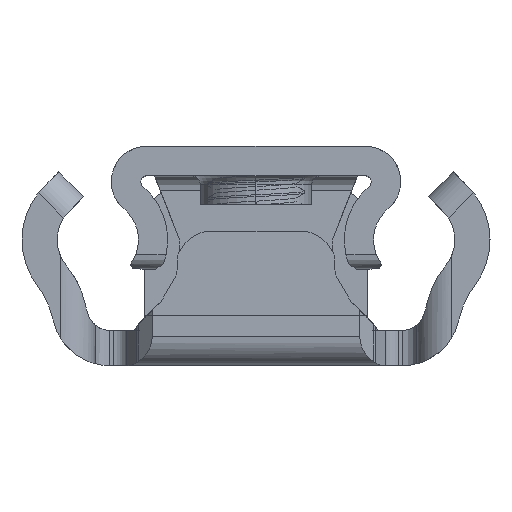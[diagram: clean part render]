
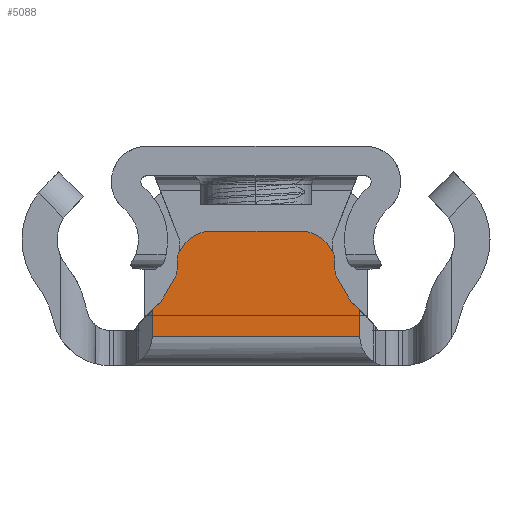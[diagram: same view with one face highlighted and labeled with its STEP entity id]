
A CAD part, left-side view. The second image highlights one B-rep face of the part: STEP entity #5088.
In plain terms, the highlighted planar face has unit normal (-1, 0, 0).
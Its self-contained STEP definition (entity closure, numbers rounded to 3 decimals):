
#26 = AXIS2_PLACEMENT_3D ( 'NONE', #5190, #7544, #3668 ) ;
#36 = CARTESIAN_POINT ( 'NONE',  ( 1.3, -3.24, 2.206 ) ) ;
#80 = VERTEX_POINT ( 'NONE', #7875 ) ;
#116 = EDGE_CURVE ( 'NONE', #5920, #3874, #7277, .T. ) ;
#213 = EDGE_CURVE ( 'NONE', #7214, #5920, #8281, .T. ) ;
#244 = AXIS2_PLACEMENT_3D ( 'NONE', #8158, #6862, #9286 ) ;
#433 = LINE ( 'NONE', #2636, #3162 ) ;
#440 = CARTESIAN_POINT ( 'NONE',  ( 1.3, -3.546, 1. ) ) ;
#444 = CARTESIAN_POINT ( 'NONE',  ( 1.3, -3.24, 2.206 ) ) ;
#536 = PLANE ( 'NONE',  #26 ) ;
#604 = CARTESIAN_POINT ( 'NONE',  ( 1.3, 2.7, 3.608 ) ) ;
#688 = CARTESIAN_POINT ( 'NONE',  ( 1.3, -3.546, 1.9 ) ) ;
#732 = CIRCLE ( 'NONE', #244, 0.5 ) ;
#788 = DIRECTION ( 'NONE',  ( -1., 0., 0. ) ) ;
#823 = VERTEX_POINT ( 'NONE', #2681 ) ;
#856 = EDGE_CURVE ( 'NONE', #823, #7367, #2778, .T. ) ;
#992 = CARTESIAN_POINT ( 'NONE',  ( 1.3, 3.24, 2.206 ) ) ;
#1008 = DIRECTION ( 'NONE',  ( 0., 0., 1. ) ) ;
#1049 = DIRECTION ( 'NONE',  ( 0., 0., 1. ) ) ;
#1067 = DIRECTION ( 'NONE',  ( -1., 0., 0. ) ) ;
#1090 = CARTESIAN_POINT ( 'NONE',  ( 1.3, 1.512, 3.4 ) ) ;
#1172 = CARTESIAN_POINT ( 'NONE',  ( 1.3, -2.7, 3.608 ) ) ;
#1466 = DIRECTION ( 'NONE',  ( 0., 0., 1. ) ) ;
#1555 = DIRECTION ( 'NONE',  ( 0., 0., 1. ) ) ;
#1805 = VERTEX_POINT ( 'NONE', #440 ) ;
#1869 = DIRECTION ( 'NONE',  ( 0., 0.5, -0.866 ) ) ;
#1901 = AXIS2_PLACEMENT_3D ( 'NONE', #8755, #1067, #2452 ) ;
#1906 = EDGE_LOOP ( 'NONE', ( #6200, #6024, #2583, #10077, #2236, #8447, #9293, #9127, #7575, #7819, #6811, #7799, #6356, #7893, #4188, #9478, #7963, #3645 ) ) ;
#1977 = VECTOR ( 'NONE', #6670, 1000. ) ;
#2058 = CIRCLE ( 'NONE', #3702, 1.2 ) ;
#2197 = DIRECTION ( 'NONE',  ( 0., 0., 1. ) ) ;
#2236 = ORIENTED_EDGE ( 'NONE', *, *, #9656, .T. ) ;
#2277 = CARTESIAN_POINT ( 'NONE',  ( 1.3, -1.512, 4.6 ) ) ;
#2294 = CARTESIAN_POINT ( 'NONE',  ( 1.3, 1.512, 4.6 ) ) ;
#2353 = EDGE_CURVE ( 'NONE', #2772, #7806, #732, .T. ) ;
#2452 = DIRECTION ( 'NONE',  ( 0., 0., 1. ) ) ;
#2491 = LINE ( 'NONE', #36, #4829 ) ;
#2552 = LINE ( 'NONE', #8023, #4475 ) ;
#2583 = ORIENTED_EDGE ( 'NONE', *, *, #3527, .T. ) ;
#2636 = CARTESIAN_POINT ( 'NONE',  ( 1.3, -2.633, 3.858 ) ) ;
#2681 = CARTESIAN_POINT ( 'NONE',  ( 1.3, 3.24, 2.206 ) ) ;
#2772 = VERTEX_POINT ( 'NONE', #2916 ) ;
#2778 = LINE ( 'NONE', #9592, #2833 ) ;
#2833 = VECTOR ( 'NONE', #8977, 1000. ) ;
#2866 = CARTESIAN_POINT ( 'NONE',  ( 1.3, 2.633, 3.858 ) ) ;
#2916 = CARTESIAN_POINT ( 'NONE',  ( 1.3, 2.7, 3.276 ) ) ;
#3044 = AXIS2_PLACEMENT_3D ( 'NONE', #1090, #5533, #9488 ) ;
#3058 = LINE ( 'NONE', #3107, #7905 ) ;
#3107 = CARTESIAN_POINT ( 'NONE',  ( 1.3, 2.633, 3.858 ) ) ;
#3162 = VECTOR ( 'NONE', #6604, 1000. ) ;
#3354 = LINE ( 'NONE', #992, #5442 ) ;
#3408 = EDGE_CURVE ( 'NONE', #4516, #2772, #7452, .T. ) ;
#3527 = EDGE_CURVE ( 'NONE', #1805, #8607, #6053, .T. ) ;
#3617 = EDGE_CURVE ( 'NONE', #6011, #4516, #6191, .T. ) ;
#3645 = ORIENTED_EDGE ( 'NONE', *, *, #856, .T. ) ;
#3668 = DIRECTION ( 'NONE',  ( 0., 0., -1. ) ) ;
#3702 = AXIS2_PLACEMENT_3D ( 'NONE', #4721, #788, #1555 ) ;
#3874 = VERTEX_POINT ( 'NONE', #9701 ) ;
#4034 = CARTESIAN_POINT ( 'NONE',  ( 1.3, 2.767, 3.026 ) ) ;
#4188 = ORIENTED_EDGE ( 'NONE', *, *, #3408, .T. ) ;
#4475 = VECTOR ( 'NONE', #1008, 1000. ) ;
#4500 = VERTEX_POINT ( 'NONE', #7617 ) ;
#4516 = VERTEX_POINT ( 'NONE', #604 ) ;
#4715 = EDGE_CURVE ( 'NONE', #8607, #7239, #10084, .T. ) ;
#4721 = CARTESIAN_POINT ( 'NONE',  ( 1.3, -1.512, 3.4 ) ) ;
#4829 = VECTOR ( 'NONE', #7076, 1000. ) ;
#5088 = ADVANCED_FACE ( 'NONE', ( #5942 ), #536, .F. ) ;
#5190 = CARTESIAN_POINT ( 'NONE',  ( 1.3, 3.546, -1.8 ) ) ;
#5205 = CARTESIAN_POINT ( 'NONE',  ( 1.3, -3.2, 3.276 ) ) ;
#5282 = EDGE_CURVE ( 'NONE', #7954, #6152, #5345, .T. ) ;
#5345 = LINE ( 'NONE', #2277, #7370 ) ;
#5365 = DIRECTION ( 'NONE',  ( 1., 0., 0. ) ) ;
#5442 = VECTOR ( 'NONE', #1869, 1000. ) ;
#5533 = DIRECTION ( 'NONE',  ( -1., 0., 0. ) ) ;
#5574 = AXIS2_PLACEMENT_3D ( 'NONE', #5205, #5365, #2197 ) ;
#5694 = LINE ( 'NONE', #6662, #8090 ) ;
#5734 = CIRCLE ( 'NONE', #5574, 0.5 ) ;
#5743 = VECTOR ( 'NONE', #9257, 1000. ) ;
#5858 = CARTESIAN_POINT ( 'NONE',  ( 1.3, -2.7, 3.276 ) ) ;
#5920 = VERTEX_POINT ( 'NONE', #1172 ) ;
#5942 = FACE_OUTER_BOUND ( 'NONE', #1906, .T. ) ;
#6011 = VERTEX_POINT ( 'NONE', #2866 ) ;
#6024 = ORIENTED_EDGE ( 'NONE', *, *, #9860, .T. ) ;
#6042 = CARTESIAN_POINT ( 'NONE',  ( 1.3, -2.767, 3.026 ) ) ;
#6053 = LINE ( 'NONE', #9971, #7177 ) ;
#6075 = EDGE_CURVE ( 'NONE', #8501, #7214, #5734, .T. ) ;
#6152 = VERTEX_POINT ( 'NONE', #2294 ) ;
#6162 = CARTESIAN_POINT ( 'NONE',  ( 1.3, -3.24, 2.206 ) ) ;
#6191 = CIRCLE ( 'NONE', #7012, 0.5 ) ;
#6200 = ORIENTED_EDGE ( 'NONE', *, *, #7146, .F. ) ;
#6287 = EDGE_CURVE ( 'NONE', #7806, #823, #3354, .T. ) ;
#6306 = CARTESIAN_POINT ( 'NONE',  ( 1.3, 2.2, 3.608 ) ) ;
#6326 = EDGE_CURVE ( 'NONE', #3874, #8035, #433, .T. ) ;
#6356 = ORIENTED_EDGE ( 'NONE', *, *, #7401, .T. ) ;
#6400 = DIRECTION ( 'NONE',  ( -1., 0., 0. ) ) ;
#6593 = VECTOR ( 'NONE', #9007, 1000. ) ;
#6604 = DIRECTION ( 'NONE',  ( 0., 0.5, 0.866 ) ) ;
#6622 = CARTESIAN_POINT ( 'NONE',  ( 1.3, -1.512, 4.6 ) ) ;
#6662 = CARTESIAN_POINT ( 'NONE',  ( 1.3, 3.546, 1. ) ) ;
#6670 = DIRECTION ( 'NONE',  ( 0., 0., -1. ) ) ;
#6672 = CARTESIAN_POINT ( 'NONE',  ( 1.3, -2.551, 4. ) ) ;
#6811 = ORIENTED_EDGE ( 'NONE', *, *, #5282, .T. ) ;
#6862 = DIRECTION ( 'NONE',  ( 1., 0., 0. ) ) ;
#6927 = DIRECTION ( 'NONE',  ( 0., 0.5, -0.866 ) ) ;
#7012 = AXIS2_PLACEMENT_3D ( 'NONE', #6306, #6400, #1049 ) ;
#7076 = DIRECTION ( 'NONE',  ( 0., 0.5, 0.866 ) ) ;
#7146 = EDGE_CURVE ( 'NONE', #4500, #7367, #2552, .T. ) ;
#7177 = VECTOR ( 'NONE', #1466, 1000. ) ;
#7214 = VERTEX_POINT ( 'NONE', #7552 ) ;
#7239 = VERTEX_POINT ( 'NONE', #444 ) ;
#7277 = CIRCLE ( 'NONE', #1901, 0.5 ) ;
#7367 = VERTEX_POINT ( 'NONE', #9344 ) ;
#7370 = VECTOR ( 'NONE', #8522, 1000. ) ;
#7401 = EDGE_CURVE ( 'NONE', #80, #6011, #3058, .T. ) ;
#7452 = LINE ( 'NONE', #9049, #1977 ) ;
#7544 = DIRECTION ( 'NONE',  ( 1., 0., 0. ) ) ;
#7552 = CARTESIAN_POINT ( 'NONE',  ( 1.3, -2.7, 3.276 ) ) ;
#7575 = ORIENTED_EDGE ( 'NONE', *, *, #6326, .T. ) ;
#7617 = CARTESIAN_POINT ( 'NONE',  ( 1.3, 3.546, 1. ) ) ;
#7799 = ORIENTED_EDGE ( 'NONE', *, *, #8677, .T. ) ;
#7806 = VERTEX_POINT ( 'NONE', #4034 ) ;
#7819 = ORIENTED_EDGE ( 'NONE', *, *, #8551, .T. ) ;
#7875 = CARTESIAN_POINT ( 'NONE',  ( 1.3, 2.551, 4. ) ) ;
#7893 = ORIENTED_EDGE ( 'NONE', *, *, #3617, .T. ) ;
#7905 = VECTOR ( 'NONE', #6927, 1000. ) ;
#7954 = VERTEX_POINT ( 'NONE', #6622 ) ;
#7963 = ORIENTED_EDGE ( 'NONE', *, *, #6287, .T. ) ;
#8023 = CARTESIAN_POINT ( 'NONE',  ( 1.3, 3.546, 0. ) ) ;
#8035 = VERTEX_POINT ( 'NONE', #6672 ) ;
#8065 = DIRECTION ( 'NONE',  ( 0., -1., 0. ) ) ;
#8090 = VECTOR ( 'NONE', #8065, 1000. ) ;
#8158 = CARTESIAN_POINT ( 'NONE',  ( 1.3, 3.2, 3.276 ) ) ;
#8281 = LINE ( 'NONE', #5858, #6593 ) ;
#8447 = ORIENTED_EDGE ( 'NONE', *, *, #6075, .T. ) ;
#8501 = VERTEX_POINT ( 'NONE', #6042 ) ;
#8522 = DIRECTION ( 'NONE',  ( 0., 1., 0. ) ) ;
#8551 = EDGE_CURVE ( 'NONE', #8035, #7954, #2058, .T. ) ;
#8602 = CIRCLE ( 'NONE', #3044, 1.2 ) ;
#8607 = VERTEX_POINT ( 'NONE', #688 ) ;
#8677 = EDGE_CURVE ( 'NONE', #6152, #80, #8602, .T. ) ;
#8755 = CARTESIAN_POINT ( 'NONE',  ( 1.3, -2.2, 3.608 ) ) ;
#8977 = DIRECTION ( 'NONE',  ( 0., 0.707, -0.707 ) ) ;
#9007 = DIRECTION ( 'NONE',  ( 0., 0., 1. ) ) ;
#9049 = CARTESIAN_POINT ( 'NONE',  ( 1.3, 2.7, 3.276 ) ) ;
#9127 = ORIENTED_EDGE ( 'NONE', *, *, #116, .T. ) ;
#9257 = DIRECTION ( 'NONE',  ( 0., 0.707, 0.707 ) ) ;
#9286 = DIRECTION ( 'NONE',  ( 0., 0., 1. ) ) ;
#9293 = ORIENTED_EDGE ( 'NONE', *, *, #213, .T. ) ;
#9344 = CARTESIAN_POINT ( 'NONE',  ( 1.3, 3.546, 1.9 ) ) ;
#9478 = ORIENTED_EDGE ( 'NONE', *, *, #2353, .T. ) ;
#9488 = DIRECTION ( 'NONE',  ( 0., 0., 1. ) ) ;
#9592 = CARTESIAN_POINT ( 'NONE',  ( 1.3, 3.24, 2.206 ) ) ;
#9656 = EDGE_CURVE ( 'NONE', #7239, #8501, #2491, .T. ) ;
#9701 = CARTESIAN_POINT ( 'NONE',  ( 1.3, -2.633, 3.858 ) ) ;
#9860 = EDGE_CURVE ( 'NONE', #4500, #1805, #5694, .T. ) ;
#9971 = CARTESIAN_POINT ( 'NONE',  ( 1.3, -3.546, 0. ) ) ;
#10077 = ORIENTED_EDGE ( 'NONE', *, *, #4715, .T. ) ;
#10084 = LINE ( 'NONE', #6162, #5743 ) ;
